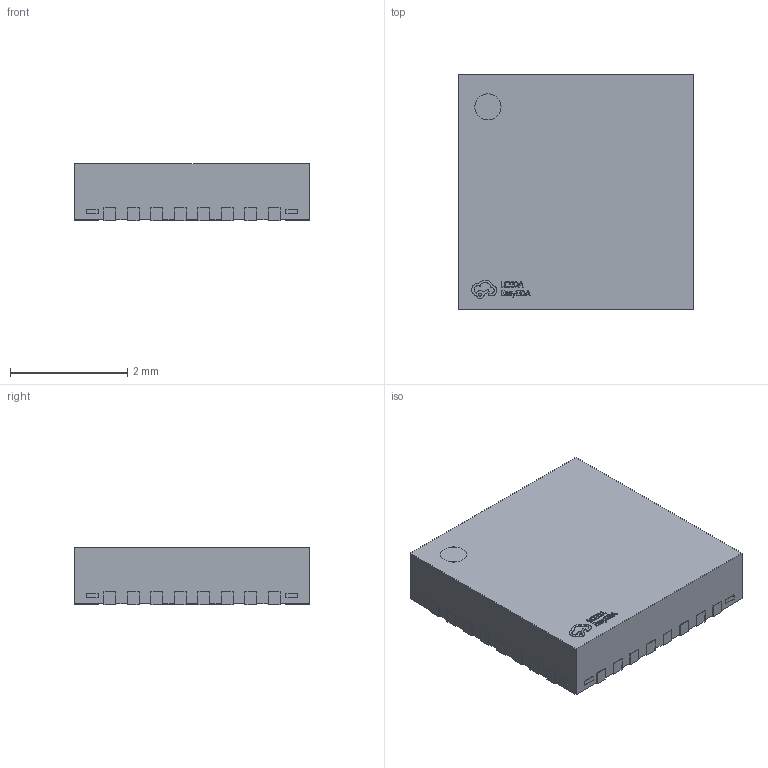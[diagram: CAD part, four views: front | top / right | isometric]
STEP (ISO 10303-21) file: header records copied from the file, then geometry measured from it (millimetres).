
FILE_DESCRIPTION (( 'STEP AP214' ), '1' );
FILE_NAME ('VQFN-32_L4.0-W4.0-P0.40-TL-EP1.4.STEP', '2023-07-22T13:45:27', ( '' ), ( '' ), 'SwSTEP 2.0', 'SolidWorks 2020', '' );
FILE_SCHEMA (( 'AUTOMOTIVE_DESIGN' ));
Length unit declared in the file: millimetre
Products named in the file (1): VQFN-32_L4.0-W4.0-P0.40-TL-EP1.4
Bounding box: 4.02 x 4.02 x 0.98 mm (x, y, z)
Volume: 15.3 mm3; surface area: 48.3 mm2
Topology: 1 solids, 1 shells, 478 faces, 1341 edges, 894 vertices
Faces by surface type: plane 347, bspline 98, cylinder 33
Full cylindrical faces by diameter (mm): 0.445 x1
Entity records: 21030 total; most frequent: CARTESIAN_POINT 4019, ORIENTED_EDGE 2680, DIRECTION 1968, EDGE_CURVE 1340, LINE 1074, VECTOR 1074, VERTEX_POINT 894, EDGE_LOOP 508
